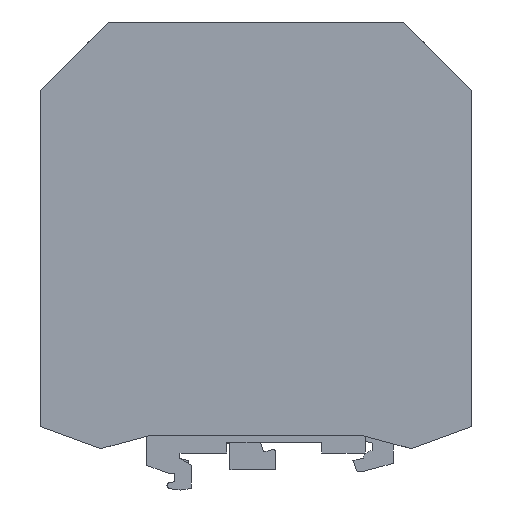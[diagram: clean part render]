
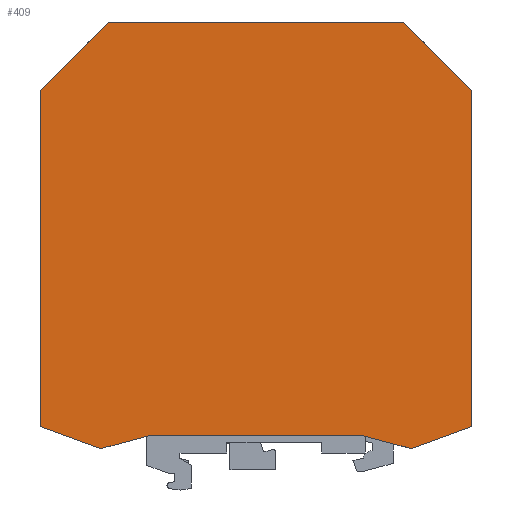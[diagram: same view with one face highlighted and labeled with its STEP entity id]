
A CAD part, left-side view. The second image highlights one B-rep face of the part: STEP entity #409.
In plain terms, the highlighted planar face has unit normal (-1, 0, 0).
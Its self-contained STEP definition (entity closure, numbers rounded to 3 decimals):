
#409=ADVANCED_FACE('',(#931),#932,.F.);
#931=FACE_OUTER_BOUND('',#1567,.T.);
#932=PLANE('',#1568);
#1567=EDGE_LOOP('',(#2732,#2733,#2734,#2735,#2736,#2737,#2738,#2739,#2740,#2741));
#1568=AXIS2_PLACEMENT_3D('',#2742,#2743,#2744);
#2732=ORIENTED_EDGE('',*,*,#4021,.F.);
#2733=ORIENTED_EDGE('',*,*,#4195,.F.);
#2734=ORIENTED_EDGE('',*,*,#4106,.F.);
#2735=ORIENTED_EDGE('',*,*,#4297,.F.);
#2736=ORIENTED_EDGE('',*,*,#3986,.F.);
#2737=ORIENTED_EDGE('',*,*,#4298,.T.);
#2738=ORIENTED_EDGE('',*,*,#4299,.T.);
#2739=ORIENTED_EDGE('',*,*,#4300,.T.);
#2740=ORIENTED_EDGE('',*,*,#3982,.F.);
#2741=ORIENTED_EDGE('',*,*,#3969,.F.);
#2742=CARTESIAN_POINT('',(0.0,73.164,24.749));
#2743=DIRECTION('',(1.0,0.0,0.0));
#2744=DIRECTION('',(0.0,1.0,0.0));
#3969=EDGE_CURVE('',#4782,#4784,#4785,.T.);
#3982=EDGE_CURVE('',#4784,#4808,#4809,.T.);
#3986=EDGE_CURVE('',#4814,#4815,#4816,.T.);
#4021=EDGE_CURVE('',#4876,#4782,#4878,.T.);
#4106=EDGE_CURVE('',#5004,#5005,#5006,.T.);
#4195=EDGE_CURVE('',#5005,#4876,#5130,.T.);
#4297=EDGE_CURVE('',#4815,#5004,#5267,.T.);
#4298=EDGE_CURVE('',#4814,#5268,#5269,.T.);
#4299=EDGE_CURVE('',#5268,#5270,#5271,.T.);
#4300=EDGE_CURVE('',#5270,#4808,#5272,.T.);
#4782=VERTEX_POINT('',#5985);
#4784=VERTEX_POINT('',#5988);
#4785=LINE('',#5989,#5990);
#4808=VERTEX_POINT('',#6024);
#4809=LINE('',#6025,#6026);
#4814=VERTEX_POINT('',#6033);
#4815=VERTEX_POINT('',#6034);
#4816=LINE('',#6035,#6036);
#4876=VERTEX_POINT('',#6121);
#4878=LINE('',#6124,#6125);
#5004=VERTEX_POINT('',#6314);
#5005=VERTEX_POINT('',#6315);
#5006=LINE('',#6316,#6317);
#5130=LINE('',#6505,#6506);
#5267=LINE('',#6707,#6708);
#5268=VERTEX_POINT('',#6709);
#5269=LINE('',#6710,#6711);
#5270=VERTEX_POINT('',#6712);
#5271=LINE('',#6713,#6714);
#5272=LINE('',#6715,#6716);
#5985=CARTESIAN_POINT('',(0.0,0.0,76.693));
#5988=CARTESIAN_POINT('',(0.0,0.0,12.149));
#5989=CARTESIAN_POINT('',(0.0,0.0,0.837));
#5990=VECTOR('',#7743,1.0);
#6024=CARTESIAN_POINT('',(0.0,11.625,7.918));
#6025=CARTESIAN_POINT('',(0.0,-7.223,14.778));
#6026=VECTOR('',#7755,1.0);
#6033=CARTESIAN_POINT('',(0.0,71.225,7.918));
#6034=CARTESIAN_POINT('',(0.0,82.85,12.149));
#6035=CARTESIAN_POINT('',(0.0,-7.223,-20.635));
#6036=VECTOR('',#7758,1.0);
#6121=CARTESIAN_POINT('',(0.0,13.175,89.868));
#6124=CARTESIAN_POINT('',(0.0,-7.223,69.47));
#6125=VECTOR('',#7794,1.0);
#6314=CARTESIAN_POINT('',(0.0,82.85,76.693));
#6315=CARTESIAN_POINT('',(0.0,69.675,89.868));
#6316=CARTESIAN_POINT('',(0.0,-7.223,166.766));
#6317=VECTOR('',#7858,1.0);
#6505=CARTESIAN_POINT('',(0.0,-7.223,89.868));
#6506=VECTOR('',#7929,1.0);
#6707=CARTESIAN_POINT('',(0.0,82.85,0.837));
#6708=VECTOR('',#7997,1.0);
#6709=CARTESIAN_POINT('',(0.0,62.081,10.368));
#6710=CARTESIAN_POINT('',(0.0,-7.223,28.938));
#6711=VECTOR('',#7998,1.0);
#6712=CARTESIAN_POINT('',(0.0,20.769,10.368));
#6713=CARTESIAN_POINT('',(0.0,-7.223,10.368));
#6714=VECTOR('',#7999,1.0);
#6715=CARTESIAN_POINT('',(0.0,-7.223,2.868));
#6716=VECTOR('',#8000,1.0);
#7743=DIRECTION('',(0.0,0.0,-1.0));
#7755=DIRECTION('',(0.0,0.94,-0.342));
#7758=DIRECTION('',(0.0,0.94,0.342));
#7794=DIRECTION('',(0.0,-0.707,-0.707));
#7858=DIRECTION('',(0.0,-0.707,0.707));
#7929=DIRECTION('',(0.0,-1.0,0.0));
#7997=DIRECTION('',(0.0,0.0,1.0));
#7998=DIRECTION('',(0.0,-0.966,0.259));
#7999=DIRECTION('',(0.0,-1.0,0.0));
#8000=DIRECTION('',(0.0,-0.966,-0.259));
